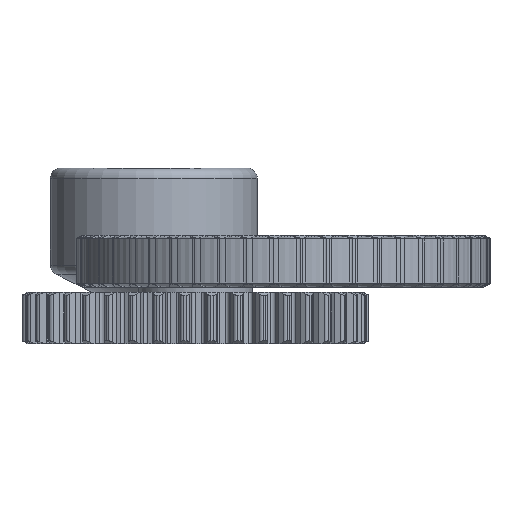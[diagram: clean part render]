
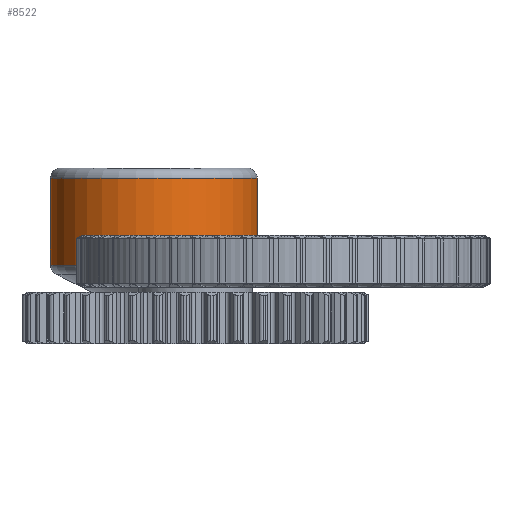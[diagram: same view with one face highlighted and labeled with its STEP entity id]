
A CAD part, front view. The second image highlights one B-rep face of the part: STEP entity #8522.
In plain terms, the highlighted cylindrical face has radius 10 mm (diameter 20 mm), a full revolution.
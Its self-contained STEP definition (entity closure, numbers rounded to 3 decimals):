
#8455=CARTESIAN_POINT('',(2.489,84.152,24.5));
#8456=VERTEX_POINT('',#8455);
#8457=CARTESIAN_POINT('',(-7.511,84.152,24.5));
#8458=DIRECTION('',(0.0,0.0,1.0));
#8459=DIRECTION('',(1.0,0.0,0.0));
#8460=AXIS2_PLACEMENT_3D('',#8457,#8458,#8459);
#8461=CIRCLE('',#8460,10.);
#8462=EDGE_CURVE('',#8456,#8456,#8461,.T.);
#8478=CARTESIAN_POINT('',(-7.511,84.152,17.5));
#8479=DIRECTION('',(0.0,0.0,1.0));
#8480=DIRECTION('',(1.0,0.0,0.0));
#8481=AXIS2_PLACEMENT_3D('',#8478,#8479,#8480);
#8482=CYLINDRICAL_SURFACE('',#8481,10.);
#8483=ORIENTED_EDGE('',*,*,#8462,.F.);
#8484=EDGE_LOOP('',(#8483));
#8485=FACE_BOUND('',#8484,.T.);
#8486=CARTESIAN_POINT('',(2.489,84.152,16.118));
#8487=VERTEX_POINT('',#8486);
#8488=CARTESIAN_POINT('',(-7.511,84.152,16.118));
#8489=DIRECTION('',(0.0,0.0,1.0));
#8490=DIRECTION('',(1.0,0.0,0.0));
#8491=AXIS2_PLACEMENT_3D('',#8488,#8489,#8490);
#8492=CIRCLE('',#8491,10.);
#8493=EDGE_CURVE('',#8487,#8487,#8492,.T.);
#8494=ORIENTED_EDGE('',*,*,#8493,.T.);
#8495=EDGE_LOOP('',(#8494));
#8496=FACE_BOUND('',#8495,.T.);
#8497=CARTESIAN_POINT('',(-7.511,94.152,20.0));
#8498=VERTEX_POINT('',#8497);
#8499=CARTESIAN_POINT('',(-7.908,94.152,20.0));
#8500=CARTESIAN_POINT('',(-7.114,94.152,20.0));
#8501=CARTESIAN_POINT('',(-6.726,94.125,20.163));
#8502=CARTESIAN_POINT('',(-6.174,94.066,20.716));
#8503=CARTESIAN_POINT('',(-6.011,94.039,21.107));
#8504=CARTESIAN_POINT('',(-6.011,94.039,21.891));
#8505=CARTESIAN_POINT('',(-6.17,94.066,22.281));
#8506=CARTESIAN_POINT('',(-6.729,94.125,22.84));
#8507=CARTESIAN_POINT('',(-7.118,94.152,23.));
#8508=CARTESIAN_POINT('',(-7.902,94.152,23.));
#8509=CARTESIAN_POINT('',(-8.294,94.125,22.838));
#8510=CARTESIAN_POINT('',(-8.847,94.066,22.285));
#8511=CARTESIAN_POINT('',(-9.01,94.039,21.898));
#8512=CARTESIAN_POINT('',(-9.011,94.039,21.105));
#8513=CARTESIAN_POINT('',(-8.848,94.066,20.717));
#8514=CARTESIAN_POINT('',(-8.296,94.125,20.164));
#8515=CARTESIAN_POINT('',(-7.908,94.152,20.0));
#8516=CARTESIAN_POINT('',(-7.114,94.152,20.0));
#8517=B_SPLINE_CURVE_WITH_KNOTS('',3,(#8499,#8500,#8501,#8502,#8503,#8504,#8505,#8506,#8507,#8508,#8509,#8510,#8511,#8512,#8513,#8514,#8515,#8516),.UNSPECIFIED.,.T.,.U.,(2,2,2,2,2,2,2,2,2,2,2),(-0.125,0.0,0.125,0.25,0.375,0.5,0.625,0.75,0.875,1.0,1.125),.UNSPECIFIED.);
#8518=EDGE_CURVE('',#8498,#8498,#8517,.T.);
#8519=ORIENTED_EDGE('',*,*,#8518,.T.);
#8520=EDGE_LOOP('',(#8519));
#8521=FACE_BOUND('',#8520,.T.);
#8522=ADVANCED_FACE('',(#8485,#8496,#8521),#8482,.T.);
